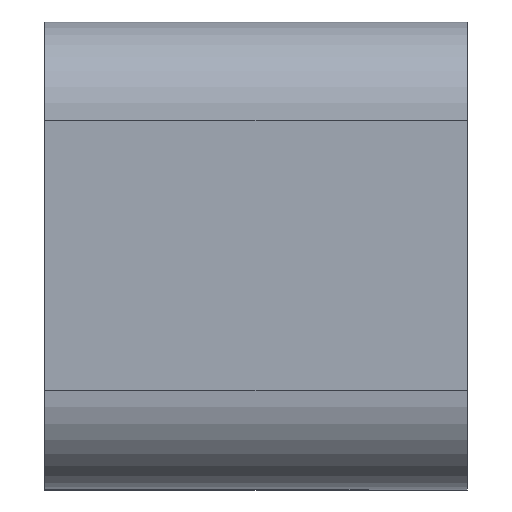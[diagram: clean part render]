
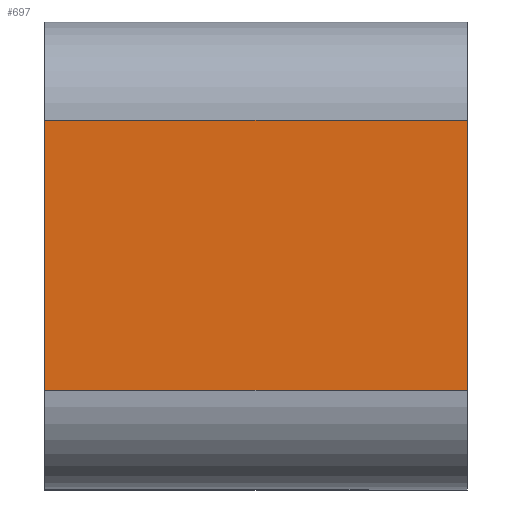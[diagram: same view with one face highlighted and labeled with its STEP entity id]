
A CAD part, top view. The second image highlights one B-rep face of the part: STEP entity #697.
In plain terms, the highlighted planar face has unit normal (0, 0, 1).
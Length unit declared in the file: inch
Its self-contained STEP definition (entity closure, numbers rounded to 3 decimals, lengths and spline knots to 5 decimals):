
#1 = VECTOR ( 'NONE', #588, 39.37008 ) ;
#4 = LINE ( 'NONE', #834, #569 ) ;
#11 = PLANE ( 'NONE',  #928 ) ;
#56 = VERTEX_POINT ( 'NONE', #429 ) ;
#62 = VERTEX_POINT ( 'NONE', #72 ) ;
#72 = CARTESIAN_POINT ( 'NONE',  ( 2.45, -0.0875, 0.445 ) ) ;
#81 = DIRECTION ( 'NONE',  ( 0., 0., -1. ) ) ;
#113 = DIRECTION ( 'NONE',  ( -1., 0., 0. ) ) ;
#117 = LINE ( 'NONE', #547, #639 ) ;
#160 = CARTESIAN_POINT ( 'NONE',  ( 2.88, -0.0875, 0.445 ) ) ;
#232 = EDGE_CURVE ( 'NONE', #408, #347, #320, .T. ) ;
#271 = VECTOR ( 'NONE', #528, 39.37008 ) ;
#314 = CARTESIAN_POINT ( 'NONE',  ( 2.45, -11479.93809, 0.445 ) ) ;
#320 = LINE ( 'NONE', #587, #1 ) ;
#347 = VERTEX_POINT ( 'NONE', #160 ) ;
#408 = VERTEX_POINT ( 'NONE', #532 ) ;
#429 = CARTESIAN_POINT ( 'NONE',  ( 2.45, 0.1875, 0.445 ) ) ;
#447 = LINE ( 'NONE', #314, #271 ) ;
#524 = ORIENTED_EDGE ( 'NONE', *, *, #799, .T. ) ;
#528 = DIRECTION ( 'NONE',  ( 0., -1., 0. ) ) ;
#532 = CARTESIAN_POINT ( 'NONE',  ( 2.88, 0.1875, 0.445 ) ) ;
#547 = CARTESIAN_POINT ( 'NONE',  ( 2.88, 0.1875, 0.445 ) ) ;
#569 = VECTOR ( 'NONE', #113, 39.37008 ) ;
#575 = EDGE_CURVE ( 'NONE', #408, #56, #117, .T. ) ;
#587 = CARTESIAN_POINT ( 'NONE',  ( 2.88, -11479.93809, 0.445 ) ) ;
#588 = DIRECTION ( 'NONE',  ( 0., -1., 0. ) ) ;
#598 = EDGE_CURVE ( 'NONE', #347, #62, #4, .T. ) ;
#611 = ORIENTED_EDGE ( 'NONE', *, *, #232, .F. ) ;
#628 = DIRECTION ( 'NONE',  ( -1., 0., 0. ) ) ;
#631 = ORIENTED_EDGE ( 'NONE', *, *, #575, .T. ) ;
#639 = VECTOR ( 'NONE', #628, 39.37008 ) ;
#659 = CARTESIAN_POINT ( 'NONE',  ( 2.88, -11479.93809, 0.445 ) ) ;
#697 = ADVANCED_FACE ( 'NONE', ( #824 ), #11, .F. ) ;
#735 = EDGE_LOOP ( 'NONE', ( #524, #863, #611, #631 ) ) ;
#799 = EDGE_CURVE ( 'NONE', #56, #62, #447, .T. ) ;
#824 = FACE_OUTER_BOUND ( 'NONE', #735, .T. ) ;
#834 = CARTESIAN_POINT ( 'NONE',  ( 2.88, -0.0875, 0.445 ) ) ;
#863 = ORIENTED_EDGE ( 'NONE', *, *, #598, .F. ) ;
#928 = AXIS2_PLACEMENT_3D ( 'NONE', #659, #81, #930 ) ;
#930 = DIRECTION ( 'NONE',  ( -1., 0., 0. ) ) ;
